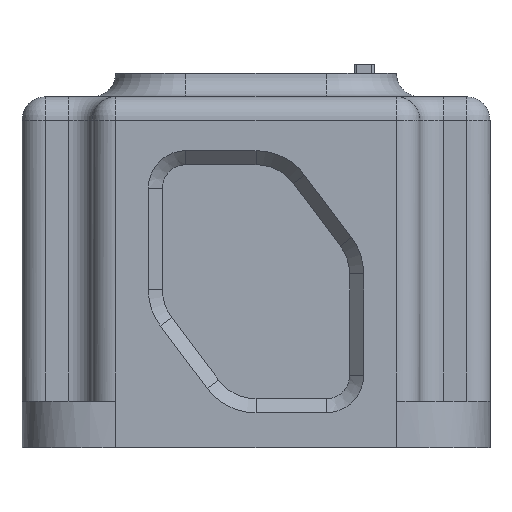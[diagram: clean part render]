
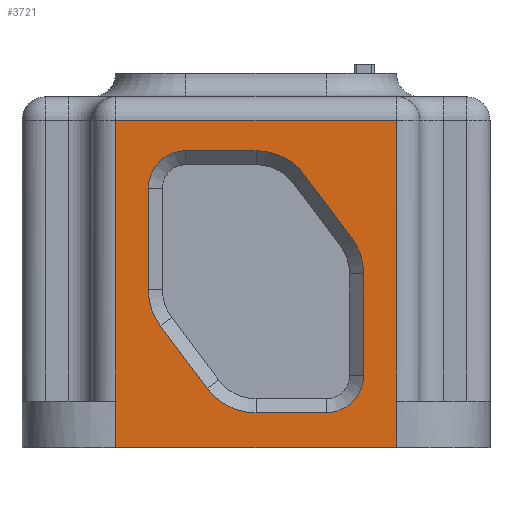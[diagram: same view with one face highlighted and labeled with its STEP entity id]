
A CAD part, left-side view. The second image highlights one B-rep face of the part: STEP entity #3721.
In plain terms, the highlighted planar face has unit normal (-1, 0, 0).
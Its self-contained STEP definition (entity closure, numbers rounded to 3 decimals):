
#44=FACE_BOUND('',#494,.T.);
#268=FACE_OUTER_BOUND('',#493,.T.);
#493=EDGE_LOOP('',(#2657,#2658,#2659,#2660,#2661,#2662));
#494=EDGE_LOOP('',(#2663,#2664,#2665,#2666,#2667,#2668,#2669,#2670,#2671,
#2672,#2673,#2674));
#750=CIRCLE('',#3972,13.);
#752=CIRCLE('',#3976,13.);
#754=CIRCLE('',#3980,8.);
#756=CIRCLE('',#3984,13.);
#758=CIRCLE('',#3988,13.);
#760=CIRCLE('',#3992,8.);
#990=LINE('',#5726,#1301);
#994=LINE('',#5738,#1305);
#998=LINE('',#5750,#1309);
#1002=LINE('',#5762,#1313);
#1006=LINE('',#5774,#1317);
#1009=LINE('',#5783,#1320);
#1021=LINE('',#5814,#1332);
#1022=LINE('',#5816,#1333);
#1023=LINE('',#5818,#1334);
#1024=LINE('',#5820,#1335);
#1025=LINE('',#5822,#1336);
#1026=LINE('',#5823,#1337);
#1301=VECTOR('',#4518,10.);
#1305=VECTOR('',#4530,10.);
#1309=VECTOR('',#4542,10.);
#1313=VECTOR('',#4554,10.);
#1317=VECTOR('',#4566,10.);
#1320=VECTOR('',#4577,10.);
#1332=VECTOR('',#4609,10.);
#1333=VECTOR('',#4610,10.);
#1334=VECTOR('',#4611,10.);
#1335=VECTOR('',#4612,10.);
#1336=VECTOR('',#4613,10.);
#1337=VECTOR('',#4614,10.);
#1620=VERTEX_POINT('',#5714);
#1621=VERTEX_POINT('',#5715);
#1625=VERTEX_POINT('',#5724);
#1626=VERTEX_POINT('',#5729);
#1629=VERTEX_POINT('',#5736);
#1630=VERTEX_POINT('',#5741);
#1633=VERTEX_POINT('',#5748);
#1634=VERTEX_POINT('',#5753);
#1637=VERTEX_POINT('',#5760);
#1638=VERTEX_POINT('',#5765);
#1641=VERTEX_POINT('',#5772);
#1642=VERTEX_POINT('',#5777);
#1651=VERTEX_POINT('',#5812);
#1652=VERTEX_POINT('',#5813);
#1653=VERTEX_POINT('',#5815);
#1654=VERTEX_POINT('',#5817);
#1655=VERTEX_POINT('',#5819);
#1656=VERTEX_POINT('',#5821);
#1992=EDGE_CURVE('',#1620,#1621,#750,.T.);
#1997=EDGE_CURVE('',#1625,#1621,#990,.T.);
#1999=EDGE_CURVE('',#1625,#1626,#752,.T.);
#2003=EDGE_CURVE('',#1629,#1626,#994,.T.);
#2005=EDGE_CURVE('',#1629,#1630,#754,.T.);
#2009=EDGE_CURVE('',#1633,#1630,#998,.T.);
#2011=EDGE_CURVE('',#1633,#1634,#756,.T.);
#2015=EDGE_CURVE('',#1637,#1634,#1002,.T.);
#2017=EDGE_CURVE('',#1637,#1638,#758,.T.);
#2021=EDGE_CURVE('',#1641,#1638,#1006,.T.);
#2023=EDGE_CURVE('',#1641,#1642,#760,.T.);
#2026=EDGE_CURVE('',#1620,#1642,#1009,.T.);
#2041=EDGE_CURVE('',#1651,#1652,#1021,.T.);
#2042=EDGE_CURVE('',#1652,#1653,#1022,.T.);
#2043=EDGE_CURVE('',#1653,#1654,#1023,.T.);
#2044=EDGE_CURVE('',#1654,#1655,#1024,.T.);
#2045=EDGE_CURVE('',#1655,#1656,#1025,.T.);
#2046=EDGE_CURVE('',#1656,#1651,#1026,.T.);
#2657=ORIENTED_EDGE('',*,*,#2041,.T.);
#2658=ORIENTED_EDGE('',*,*,#2042,.T.);
#2659=ORIENTED_EDGE('',*,*,#2043,.T.);
#2660=ORIENTED_EDGE('',*,*,#2044,.T.);
#2661=ORIENTED_EDGE('',*,*,#2045,.T.);
#2662=ORIENTED_EDGE('',*,*,#2046,.T.);
#2663=ORIENTED_EDGE('',*,*,#2026,.F.);
#2664=ORIENTED_EDGE('',*,*,#1992,.T.);
#2665=ORIENTED_EDGE('',*,*,#1997,.F.);
#2666=ORIENTED_EDGE('',*,*,#1999,.T.);
#2667=ORIENTED_EDGE('',*,*,#2003,.F.);
#2668=ORIENTED_EDGE('',*,*,#2005,.T.);
#2669=ORIENTED_EDGE('',*,*,#2009,.F.);
#2670=ORIENTED_EDGE('',*,*,#2011,.T.);
#2671=ORIENTED_EDGE('',*,*,#2015,.F.);
#2672=ORIENTED_EDGE('',*,*,#2017,.T.);
#2673=ORIENTED_EDGE('',*,*,#2021,.F.);
#2674=ORIENTED_EDGE('',*,*,#2023,.T.);
#3608=PLANE('',#4004);
#3721=ADVANCED_FACE('',(#268,#44),#3608,.T.);
#3972=AXIS2_PLACEMENT_3D('',#5716,#4509,#4510);
#3976=AXIS2_PLACEMENT_3D('',#5730,#4522,#4523);
#3980=AXIS2_PLACEMENT_3D('',#5742,#4534,#4535);
#3984=AXIS2_PLACEMENT_3D('',#5754,#4546,#4547);
#3988=AXIS2_PLACEMENT_3D('',#5766,#4558,#4559);
#3992=AXIS2_PLACEMENT_3D('',#5778,#4570,#4571);
#4004=AXIS2_PLACEMENT_3D('',#5811,#4607,#4608);
#4509=DIRECTION('center_axis',(1.,0.,0.));
#4510=DIRECTION('ref_axis',(0.,-0.8,0.6));
#4518=DIRECTION('',(0.,0.6,0.8));
#4522=DIRECTION('center_axis',(1.,0.,0.));
#4523=DIRECTION('ref_axis',(0.,-1.,0.));
#4530=DIRECTION('',(0.,0.,1.));
#4534=DIRECTION('center_axis',(1.,0.,0.));
#4535=DIRECTION('ref_axis',(0.,0.,-1.));
#4542=DIRECTION('',(0.,-1.,0.));
#4546=DIRECTION('center_axis',(1.,0.,0.));
#4547=DIRECTION('ref_axis',(0.,0.8,-0.6));
#4554=DIRECTION('',(0.,-0.6,-0.8));
#4558=DIRECTION('center_axis',(1.,0.,0.));
#4559=DIRECTION('ref_axis',(0.,1.,0.));
#4566=DIRECTION('',(0.,0.,-1.));
#4570=DIRECTION('center_axis',(1.,0.,0.));
#4571=DIRECTION('ref_axis',(0.,0.,1.));
#4577=DIRECTION('',(0.,1.,0.));
#4607=DIRECTION('center_axis',(-1.,0.,0.));
#4608=DIRECTION('ref_axis',(0.,1.,0.));
#4609=DIRECTION('',(0.,1.,0.));
#4610=DIRECTION('',(0.,0.,-1.));
#4611=DIRECTION('',(0.,0.,-1.));
#4612=DIRECTION('',(0.,-1.,0.));
#4613=DIRECTION('',(0.,0.,1.));
#4614=DIRECTION('',(0.,0.,1.));
#5714=CARTESIAN_POINT('',(-50.,0.,88.));
#5715=CARTESIAN_POINT('',(-50.,-10.4,82.8));
#5716=CARTESIAN_POINT('Origin',(-50.,0.,
75.));
#5724=CARTESIAN_POINT('',(-50.,-20.4,69.467));
#5726=CARTESIAN_POINT('',(-50.,-20.4,69.467));
#5729=CARTESIAN_POINT('',(-50.,-23.,61.667));
#5730=CARTESIAN_POINT('Origin',(-50.,-10.,61.667));
#5736=CARTESIAN_POINT('',(-50.,-23.,40.));
#5738=CARTESIAN_POINT('',(-50.,-23.,40.));
#5741=CARTESIAN_POINT('',(-50.,-15.,32.));
#5742=CARTESIAN_POINT('Origin',(-50.,-15.,40.));
#5748=CARTESIAN_POINT('',(-50.,0.,32.));
#5750=CARTESIAN_POINT('',(-50.,0.,32.));
#5753=CARTESIAN_POINT('',(-50.,10.4,37.2));
#5754=CARTESIAN_POINT('Origin',(-50.,0.,45.));
#5760=CARTESIAN_POINT('',(-50.,20.4,50.533));
#5762=CARTESIAN_POINT('',(-50.,20.4,50.533));
#5765=CARTESIAN_POINT('',(-50.,23.,58.333));
#5766=CARTESIAN_POINT('Origin',(-50.,10.,58.333));
#5772=CARTESIAN_POINT('',(-50.,23.,80.));
#5774=CARTESIAN_POINT('',(-50.,23.,80.));
#5777=CARTESIAN_POINT('',(-50.,15.,88.));
#5778=CARTESIAN_POINT('Origin',(-50.,15.,80.));
#5783=CARTESIAN_POINT('',(-50.,0.,88.));
#5811=CARTESIAN_POINT('Origin',(-50.,-36.12,101.62));
#5812=CARTESIAN_POINT('',(-50.,-30.,94.5));
#5813=CARTESIAN_POINT('',(-50.,30.,94.5));
#5814=CARTESIAN_POINT('',(-50.,-30.,94.5));
#5815=CARTESIAN_POINT('',(-50.,30.,34.5));
#5816=CARTESIAN_POINT('',(-50.,30.,94.5));
#5817=CARTESIAN_POINT('',(-50.,30.,24.5));
#5818=CARTESIAN_POINT('',(-50.,30.,34.5));
#5819=CARTESIAN_POINT('',(-50.,-30.,24.5));
#5820=CARTESIAN_POINT('',(-50.,30.,24.5));
#5821=CARTESIAN_POINT('',(-50.,-30.,34.5));
#5822=CARTESIAN_POINT('',(-50.,-30.,24.5));
#5823=CARTESIAN_POINT('',(-50.,-30.,34.5));
